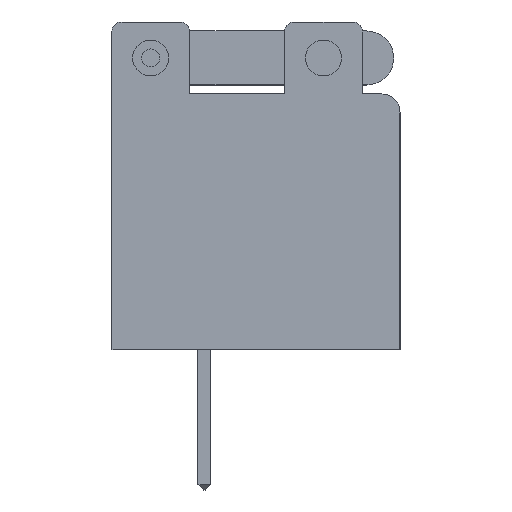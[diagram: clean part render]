
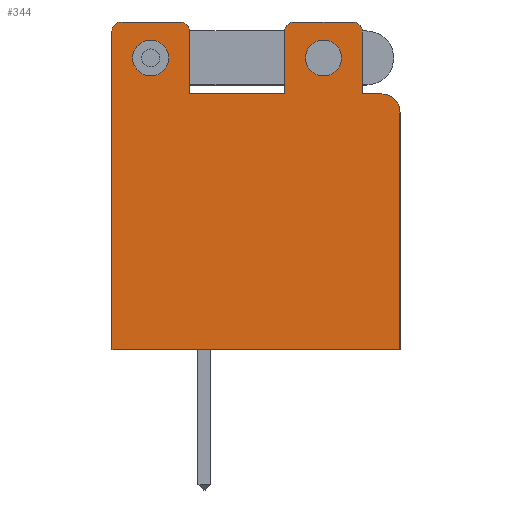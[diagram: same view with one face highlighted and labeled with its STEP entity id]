
A CAD part, left-side view. The second image highlights one B-rep face of the part: STEP entity #344.
In plain terms, the highlighted planar face has unit normal (-1, 0, 0).
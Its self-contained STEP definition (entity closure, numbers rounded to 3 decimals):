
#84 = VERTEX_POINT('',#85);
#85 = CARTESIAN_POINT('',(-5.5,-4.025,17.7));
#91 = EDGE_CURVE('',#84,#92,#94,.T.);
#92 = VERTEX_POINT('',#93);
#93 = CARTESIAN_POINT('',(-5.5,-4.025,14.2));
#94 = LINE('',#95,#96);
#95 = CARTESIAN_POINT('',(-5.5,-4.025,17.7));
#96 = VECTOR('',#97,1.);
#97 = DIRECTION('',(0.,0.,-1.));
#122 = EDGE_CURVE('',#84,#123,#125,.T.);
#123 = VERTEX_POINT('',#124);
#124 = CARTESIAN_POINT('',(-5.5,-3.525,18.2));
#125 = CIRCLE('',#126,0.5);
#126 = AXIS2_PLACEMENT_3D('',#127,#128,#129);
#127 = CARTESIAN_POINT('',(-5.5,-3.525,17.7));
#128 = DIRECTION('',(-1.,0.,0.));
#129 = DIRECTION('',(0.,1.,0.));
#155 = EDGE_CURVE('',#92,#156,#158,.T.);
#156 = VERTEX_POINT('',#157);
#157 = CARTESIAN_POINT('',(-5.5,-5.125,14.2));
#158 = LINE('',#159,#160);
#159 = CARTESIAN_POINT('',(-5.5,-4.025,14.2));
#160 = VECTOR('',#161,1.);
#161 = DIRECTION('',(0.,-1.,0.));
#344 = ADVANCED_FACE('',(#345,#448,#459),#470,.F.);
#345 = FACE_BOUND('',#346,.F.);
#346 = EDGE_LOOP('',(#347,#348,#349,#358,#366,#374,#382,#391,#399,#408,
    #416,#424,#432,#441,#447));
#347 = ORIENTED_EDGE('',*,*,#91,.T.);
#348 = ORIENTED_EDGE('',*,*,#155,.T.);
#349 = ORIENTED_EDGE('',*,*,#350,.F.);
#350 = EDGE_CURVE('',#351,#156,#353,.T.);
#351 = VERTEX_POINT('',#352);
#352 = CARTESIAN_POINT('',(-5.5,-6.125,13.2));
#353 = CIRCLE('',#354,1.);
#354 = AXIS2_PLACEMENT_3D('',#355,#356,#357);
#355 = CARTESIAN_POINT('',(-5.5,-5.125,13.2));
#356 = DIRECTION('',(-1.,0.,0.));
#357 = DIRECTION('',(0.,1.,0.));
#358 = ORIENTED_EDGE('',*,*,#359,.T.);
#359 = EDGE_CURVE('',#351,#360,#362,.T.);
#360 = VERTEX_POINT('',#361);
#361 = CARTESIAN_POINT('',(-5.5,-6.125,0.));
#362 = LINE('',#363,#364);
#363 = CARTESIAN_POINT('',(-5.5,-6.125,13.2));
#364 = VECTOR('',#365,1.);
#365 = DIRECTION('',(0.,0.,-1.));
#366 = ORIENTED_EDGE('',*,*,#367,.T.);
#367 = EDGE_CURVE('',#360,#368,#370,.T.);
#368 = VERTEX_POINT('',#369);
#369 = CARTESIAN_POINT('',(-5.5,9.875,0.));
#370 = LINE('',#371,#372);
#371 = CARTESIAN_POINT('',(-5.5,-6.125,0.));
#372 = VECTOR('',#373,1.);
#373 = DIRECTION('',(0.,1.,0.));
#374 = ORIENTED_EDGE('',*,*,#375,.T.);
#375 = EDGE_CURVE('',#368,#376,#378,.T.);
#376 = VERTEX_POINT('',#377);
#377 = CARTESIAN_POINT('',(-5.5,9.875,17.7));
#378 = LINE('',#379,#380);
#379 = CARTESIAN_POINT('',(-5.5,9.875,0.));
#380 = VECTOR('',#381,1.);
#381 = DIRECTION('',(0.,0.,1.));
#382 = ORIENTED_EDGE('',*,*,#383,.F.);
#383 = EDGE_CURVE('',#384,#376,#386,.T.);
#384 = VERTEX_POINT('',#385);
#385 = CARTESIAN_POINT('',(-5.5,9.375,18.2));
#386 = CIRCLE('',#387,0.5);
#387 = AXIS2_PLACEMENT_3D('',#388,#389,#390);
#388 = CARTESIAN_POINT('',(-5.5,9.375,17.7));
#389 = DIRECTION('',(-1.,0.,0.));
#390 = DIRECTION('',(0.,1.,0.));
#391 = ORIENTED_EDGE('',*,*,#392,.T.);
#392 = EDGE_CURVE('',#384,#393,#395,.T.);
#393 = VERTEX_POINT('',#394);
#394 = CARTESIAN_POINT('',(-5.5,6.075,18.2));
#395 = LINE('',#396,#397);
#396 = CARTESIAN_POINT('',(-5.5,9.375,18.2));
#397 = VECTOR('',#398,1.);
#398 = DIRECTION('',(0.,-1.,0.));
#399 = ORIENTED_EDGE('',*,*,#400,.F.);
#400 = EDGE_CURVE('',#401,#393,#403,.T.);
#401 = VERTEX_POINT('',#402);
#402 = CARTESIAN_POINT('',(-5.5,5.575,17.7));
#403 = CIRCLE('',#404,0.5);
#404 = AXIS2_PLACEMENT_3D('',#405,#406,#407);
#405 = CARTESIAN_POINT('',(-5.5,6.075,17.7));
#406 = DIRECTION('',(-1.,0.,0.));
#407 = DIRECTION('',(0.,1.,0.));
#408 = ORIENTED_EDGE('',*,*,#409,.T.);
#409 = EDGE_CURVE('',#401,#410,#412,.T.);
#410 = VERTEX_POINT('',#411);
#411 = CARTESIAN_POINT('',(-5.5,5.575,14.2));
#412 = LINE('',#413,#414);
#413 = CARTESIAN_POINT('',(-5.5,5.575,17.7));
#414 = VECTOR('',#415,1.);
#415 = DIRECTION('',(0.,0.,-1.));
#416 = ORIENTED_EDGE('',*,*,#417,.T.);
#417 = EDGE_CURVE('',#410,#418,#420,.T.);
#418 = VERTEX_POINT('',#419);
#419 = CARTESIAN_POINT('',(-5.5,0.275,14.2));
#420 = LINE('',#421,#422);
#421 = CARTESIAN_POINT('',(-5.5,5.575,14.2));
#422 = VECTOR('',#423,1.);
#423 = DIRECTION('',(0.,-1.,0.));
#424 = ORIENTED_EDGE('',*,*,#425,.T.);
#425 = EDGE_CURVE('',#418,#426,#428,.T.);
#426 = VERTEX_POINT('',#427);
#427 = CARTESIAN_POINT('',(-5.5,0.275,17.7));
#428 = LINE('',#429,#430);
#429 = CARTESIAN_POINT('',(-5.5,0.275,14.2));
#430 = VECTOR('',#431,1.);
#431 = DIRECTION('',(0.,0.,1.));
#432 = ORIENTED_EDGE('',*,*,#433,.F.);
#433 = EDGE_CURVE('',#434,#426,#436,.T.);
#434 = VERTEX_POINT('',#435);
#435 = CARTESIAN_POINT('',(-5.5,-0.225,18.2));
#436 = CIRCLE('',#437,0.5);
#437 = AXIS2_PLACEMENT_3D('',#438,#439,#440);
#438 = CARTESIAN_POINT('',(-5.5,-0.225,17.7));
#439 = DIRECTION('',(-1.,0.,0.));
#440 = DIRECTION('',(0.,1.,0.));
#441 = ORIENTED_EDGE('',*,*,#442,.T.);
#442 = EDGE_CURVE('',#434,#123,#443,.T.);
#443 = LINE('',#444,#445);
#444 = CARTESIAN_POINT('',(-5.5,-0.225,18.2));
#445 = VECTOR('',#446,1.);
#446 = DIRECTION('',(0.,-1.,0.));
#447 = ORIENTED_EDGE('',*,*,#122,.F.);
#448 = FACE_BOUND('',#449,.F.);
#449 = EDGE_LOOP('',(#450));
#450 = ORIENTED_EDGE('',*,*,#451,.T.);
#451 = EDGE_CURVE('',#452,#452,#454,.T.);
#452 = VERTEX_POINT('',#453);
#453 = CARTESIAN_POINT('',(-5.5,8.725,16.2));
#454 = CIRCLE('',#455,1.);
#455 = AXIS2_PLACEMENT_3D('',#456,#457,#458);
#456 = CARTESIAN_POINT('',(-5.5,7.725,16.2));
#457 = DIRECTION('',(-1.,0.,0.));
#458 = DIRECTION('',(0.,1.,0.));
#459 = FACE_BOUND('',#460,.F.);
#460 = EDGE_LOOP('',(#461));
#461 = ORIENTED_EDGE('',*,*,#462,.T.);
#462 = EDGE_CURVE('',#463,#463,#465,.T.);
#463 = VERTEX_POINT('',#464);
#464 = CARTESIAN_POINT('',(-5.5,-0.875,16.2));
#465 = CIRCLE('',#466,1.);
#466 = AXIS2_PLACEMENT_3D('',#467,#468,#469);
#467 = CARTESIAN_POINT('',(-5.5,-1.875,16.2));
#468 = DIRECTION('',(-1.,0.,0.));
#469 = DIRECTION('',(0.,1.,0.));
#470 = PLANE('',#471);
#471 = AXIS2_PLACEMENT_3D('',#472,#473,#474);
#472 = CARTESIAN_POINT('',(-5.5,2.135,9.321));
#473 = DIRECTION('',(1.,0.,0.));
#474 = DIRECTION('',(0.,1.,0.));
